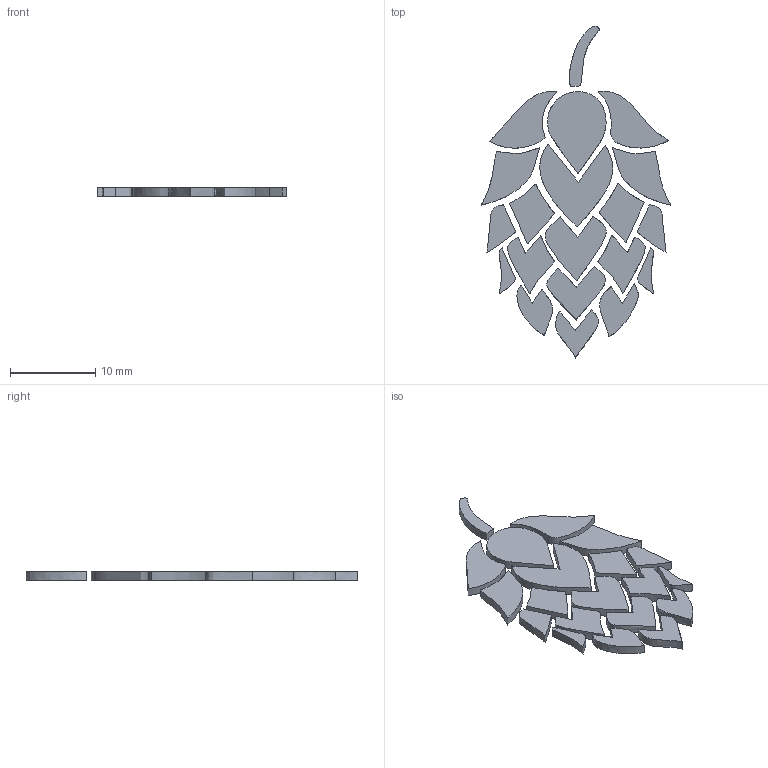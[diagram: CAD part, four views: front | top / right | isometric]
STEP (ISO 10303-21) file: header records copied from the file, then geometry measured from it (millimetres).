
FILE_DESCRIPTION(('FreeCAD Model'),'2;1');
FILE_NAME('Open CASCADE Shape Model','2022-10-22T18:39:07',('David Gray' ),(''),'Open CASCADE STEP processor 7.5','FreeCAD','Unknown');
FILE_SCHEMA(('AUTOMOTIVE_DESIGN { 1 0 10303 214 1 1 1 1 }'));
Length unit declared in the file: millimetre
Products named in the file (1): LinearExtrude
Bounding box: 22.18 x 38.84 x 1 mm (x, y, z)
Volume: 391.5 mm3; surface area: 1216.5 mm2
Topology: 20 solids, 20 shells, 60 faces, 60 edges, 40 vertices
Faces by surface type: plane 40, extrusion 20
Entity records: 3279 total; most frequent: CARTESIAN_POINT 1721, DIRECTION 202, ORIENTED_EDGE 120, VECTOR 120, PCURVE 120, DEFINITIONAL_REPRESENTATION 120, LINE 100, B_SPLINE_CURVE_WITH_KNOTS 100
